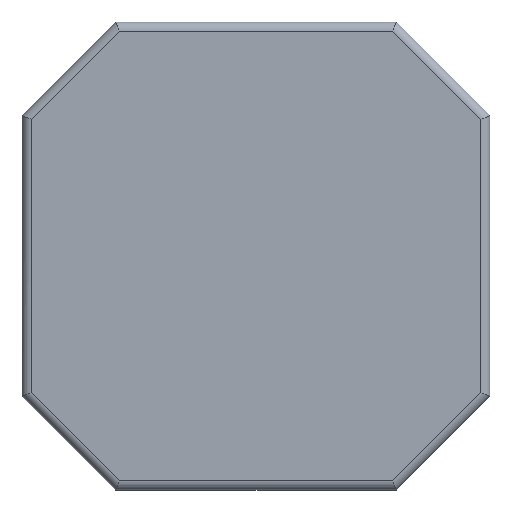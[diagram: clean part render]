
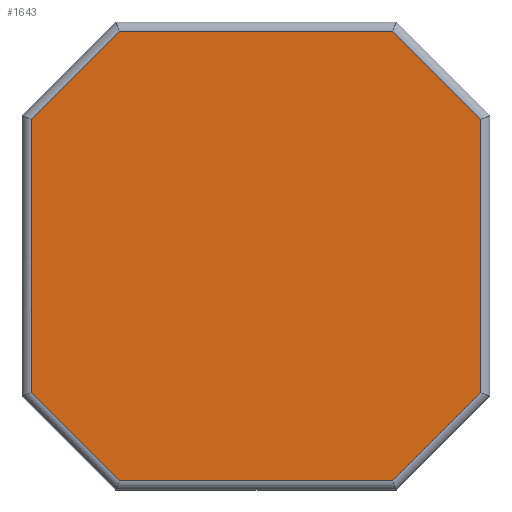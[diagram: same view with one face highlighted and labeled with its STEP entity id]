
A CAD part, front view. The second image highlights one B-rep face of the part: STEP entity #1643.
In plain terms, the highlighted planar face has unit normal (0, -1, 0).
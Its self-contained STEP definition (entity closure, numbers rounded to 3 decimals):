
#45=PLANE('',#1764);
#128=FACE_OUTER_BOUND('',#223,.T.);
#223=EDGE_LOOP('',(#1189,#1190,#1191,#1192,#1193,#1194,#1195,#1196));
#332=LINE('',#2318,#543);
#334=LINE('',#2326,#545);
#336=LINE('',#2333,#547);
#338=LINE('',#2341,#549);
#341=LINE('',#2349,#552);
#343=LINE('',#2355,#554);
#344=LINE('',#2358,#555);
#347=LINE('',#2362,#558);
#543=VECTOR('',#1867,10.);
#545=VECTOR('',#1875,10.);
#547=VECTOR('',#1881,10.);
#549=VECTOR('',#1889,10.);
#552=VECTOR('',#1896,10.);
#554=VECTOR('',#1902,10.);
#555=VECTOR('',#1907,10.);
#558=VECTOR('',#1912,10.);
#754=VERTEX_POINT('',#2316);
#755=VERTEX_POINT('',#2317);
#758=VERTEX_POINT('',#2325);
#760=VERTEX_POINT('',#2331);
#761=VERTEX_POINT('',#2332);
#764=VERTEX_POINT('',#2340);
#767=VERTEX_POINT('',#2348);
#769=VERTEX_POINT('',#2354);
#906=EDGE_CURVE('',#754,#755,#332,.T.);
#910=EDGE_CURVE('',#755,#758,#334,.T.);
#913=EDGE_CURVE('',#760,#761,#336,.T.);
#917=EDGE_CURVE('',#761,#764,#338,.T.);
#921=EDGE_CURVE('',#764,#767,#341,.T.);
#924=EDGE_CURVE('',#767,#769,#343,.T.);
#926=EDGE_CURVE('',#758,#760,#344,.T.);
#929=EDGE_CURVE('',#769,#754,#347,.T.);
#1189=ORIENTED_EDGE('',*,*,#913,.F.);
#1190=ORIENTED_EDGE('',*,*,#926,.F.);
#1191=ORIENTED_EDGE('',*,*,#910,.F.);
#1192=ORIENTED_EDGE('',*,*,#906,.F.);
#1193=ORIENTED_EDGE('',*,*,#929,.F.);
#1194=ORIENTED_EDGE('',*,*,#924,.F.);
#1195=ORIENTED_EDGE('',*,*,#921,.F.);
#1196=ORIENTED_EDGE('',*,*,#917,.F.);
#1643=ADVANCED_FACE('',(#128),#45,.F.);
#1764=AXIS2_PLACEMENT_3D('',#2381,#1930,#1931);
#1867=DIRECTION('',(-1.,0.,0.));
#1875=DIRECTION('',(-0.707,0.,0.707));
#1881=DIRECTION('',(0.707,0.,0.707));
#1889=DIRECTION('',(1.,0.,0.));
#1896=DIRECTION('',(0.707,0.,-0.707));
#1902=DIRECTION('',(0.,0.,-1.));
#1907=DIRECTION('',(0.,0.,1.));
#1912=DIRECTION('',(-0.707,0.,-0.707));
#1930=DIRECTION('center_axis',(0.,1.,0.));
#1931=DIRECTION('ref_axis',(1.,0.,0.));
#2316=CARTESIAN_POINT('',(15.309,0.,-23.129));
#2317=CARTESIAN_POINT('',(-13.863,0.,-23.129));
#2318=CARTESIAN_POINT('',(8.223,0.,-23.129));
#2325=CARTESIAN_POINT('',(-23.277,0.,-13.715));
#2326=CARTESIAN_POINT('',(-16.07,0.,-20.922));
#2331=CARTESIAN_POINT('',(-23.277,0.,15.457));
#2332=CARTESIAN_POINT('',(-13.863,0.,24.871));
#2333=CARTESIAN_POINT('',(-21.07,0.,17.664));
#2340=CARTESIAN_POINT('',(15.309,0.,24.871));
#2341=CARTESIAN_POINT('',(-6.777,0.,24.871));
#2348=CARTESIAN_POINT('',(24.723,0.,15.457));
#2349=CARTESIAN_POINT('',(17.516,0.,22.664));
#2354=CARTESIAN_POINT('',(24.723,0.,-13.715));
#2355=CARTESIAN_POINT('',(24.723,0.,8.371));
#2358=CARTESIAN_POINT('',(-23.277,0.,-6.629));
#2362=CARTESIAN_POINT('',(22.516,0.,-15.922));
#2381=CARTESIAN_POINT('Origin',(0.723,0.,0.871));
